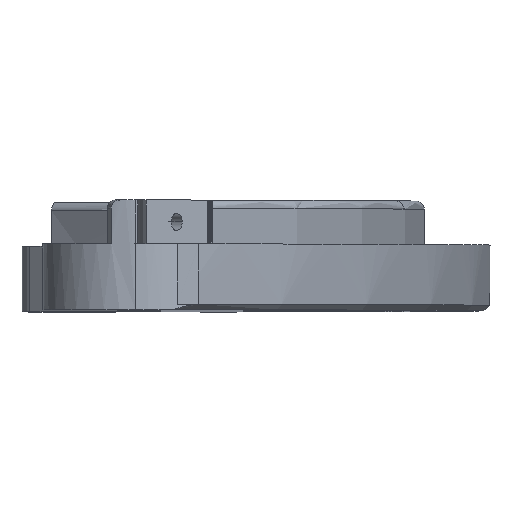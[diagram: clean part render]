
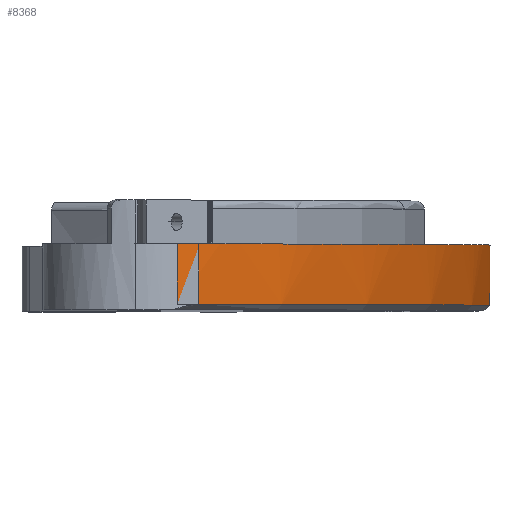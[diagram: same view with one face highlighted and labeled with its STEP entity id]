
A CAD part, top view. The second image highlights one B-rep face of the part: STEP entity #8368.
In plain terms, the highlighted cylindrical face has radius 180 mm (diameter 360 mm), a partial arc.
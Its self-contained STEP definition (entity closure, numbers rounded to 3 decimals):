
#51 = FACE_OUTER_BOUND ( 'NONE', #6998, .T. ) ;
#128 = VERTEX_POINT ( 'NONE', #4479 ) ;
#131 = CARTESIAN_POINT ( 'NONE',  ( 0., -8.097, 10.929 ) ) ;
#244 = CARTESIAN_POINT ( 'NONE',  ( 131.519, -2.097, -111.963 ) ) ;
#292 = ORIENTED_EDGE ( 'NONE', *, *, #1976, .F. ) ;
#396 = ORIENTED_EDGE ( 'NONE', *, *, #903, .T. ) ;
#410 = LINE ( 'NONE', #5570, #447 ) ;
#447 = VECTOR ( 'NONE', #1053, 1000. ) ;
#604 = VERTEX_POINT ( 'NONE', #7122 ) ;
#903 = EDGE_CURVE ( 'NONE', #128, #6826, #3182, .T. ) ;
#1053 = DIRECTION ( 'NONE',  ( 0., 1., 0. ) ) ;
#1073 = DIRECTION ( 'NONE',  ( 0., 1., 0. ) ) ;
#1239 = CARTESIAN_POINT ( 'NONE',  ( 122.966, -7.097, 142.38 ) ) ;
#1283 = CARTESIAN_POINT ( 'NONE',  ( 0., -7.097, 10.929 ) ) ;
#1338 = DIRECTION ( 'NONE',  ( 0., 0., 1. ) ) ;
#1359 = EDGE_CURVE ( 'NONE', #604, #2809, #5878, .T. ) ;
#1389 = CIRCLE ( 'NONE', #3706, 180. ) ;
#1409 = ORIENTED_EDGE ( 'NONE', *, *, #5743, .T. ) ;
#1521 = LINE ( 'NONE', #2723, #6984 ) ;
#1543 = AXIS2_PLACEMENT_3D ( 'NONE', #7052, #1073, #5133 ) ;
#1758 = DIRECTION ( 'NONE',  ( 0., 1., 0. ) ) ;
#1976 = EDGE_CURVE ( 'NONE', #2595, #6826, #1389, .T. ) ;
#1995 = AXIS2_PLACEMENT_3D ( 'NONE', #131, #2706, #1338 ) ;
#2190 = AXIS2_PLACEMENT_3D ( 'NONE', #1283, #5844, #7861 ) ;
#2194 = DIRECTION ( 'NONE',  ( 0., 0., -1. ) ) ;
#2595 = VERTEX_POINT ( 'NONE', #6708 ) ;
#2704 = ORIENTED_EDGE ( 'NONE', *, *, #1359, .F. ) ;
#2706 = DIRECTION ( 'NONE',  ( 0., 1., 0. ) ) ;
#2723 = CARTESIAN_POINT ( 'NONE',  ( 131.519, -2.097, -111.963 ) ) ;
#2809 = VERTEX_POINT ( 'NONE', #1239 ) ;
#2964 = VERTEX_POINT ( 'NONE', #244 ) ;
#3182 = LINE ( 'NONE', #5101, #3418 ) ;
#3387 = ORIENTED_EDGE ( 'NONE', *, *, #3416, .F. ) ;
#3416 = EDGE_CURVE ( 'NONE', #2964, #604, #1521, .T. ) ;
#3418 = VECTOR ( 'NONE', #1758, 1000. ) ;
#3554 = EDGE_CURVE ( 'NONE', #2809, #2595, #410, .T. ) ;
#3706 = AXIS2_PLACEMENT_3D ( 'NONE', #4253, #5483, #2194 ) ;
#3877 = ORIENTED_EDGE ( 'NONE', *, *, #3554, .F. ) ;
#4074 = CARTESIAN_POINT ( 'NONE',  ( 109.121, 3.903, -132.223 ) ) ;
#4253 = CARTESIAN_POINT ( 'NONE',  ( 0., 3.903, 10.929 ) ) ;
#4479 = CARTESIAN_POINT ( 'NONE',  ( 109.121, -2.097, -132.223 ) ) ;
#4537 = CYLINDRICAL_SURFACE ( 'NONE', #1995, 180. ) ;
#5101 = CARTESIAN_POINT ( 'NONE',  ( 109.121, -8.097, -132.223 ) ) ;
#5133 = DIRECTION ( 'NONE',  ( 0., 0., -1. ) ) ;
#5483 = DIRECTION ( 'NONE',  ( 0., 1., 0. ) ) ;
#5570 = CARTESIAN_POINT ( 'NONE',  ( 122.966, -8.097, 142.38 ) ) ;
#5743 = EDGE_CURVE ( 'NONE', #2964, #128, #6724, .T. ) ;
#5844 = DIRECTION ( 'NONE',  ( 0., -1., 0. ) ) ;
#5878 = CIRCLE ( 'NONE', #2190, 180. ) ;
#5926 = DIRECTION ( 'NONE',  ( 0., -1., 0. ) ) ;
#6708 = CARTESIAN_POINT ( 'NONE',  ( 122.966, 3.903, 142.38 ) ) ;
#6724 = CIRCLE ( 'NONE', #1543, 180. ) ;
#6826 = VERTEX_POINT ( 'NONE', #4074 ) ;
#6984 = VECTOR ( 'NONE', #5926, 1000. ) ;
#6998 = EDGE_LOOP ( 'NONE', ( #396, #292, #3877, #2704, #3387, #1409 ) ) ;
#7052 = CARTESIAN_POINT ( 'NONE',  ( 0., -2.097, 10.929 ) ) ;
#7122 = CARTESIAN_POINT ( 'NONE',  ( 131.519, -7.097, -111.963 ) ) ;
#7861 = DIRECTION ( 'NONE',  ( 0., 0., -1. ) ) ;
#8368 = ADVANCED_FACE ( 'NONE', ( #51 ), #4537, .T. ) ;
